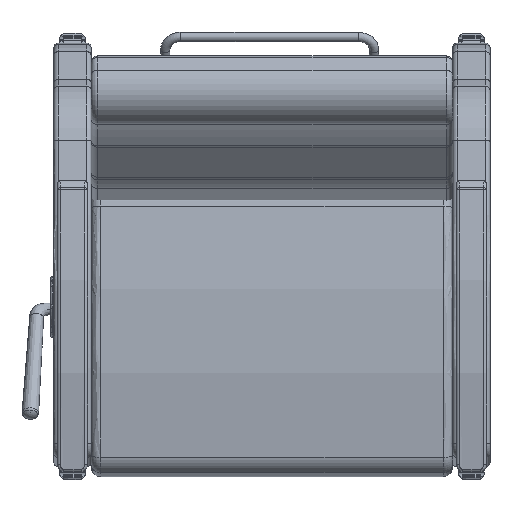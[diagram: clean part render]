
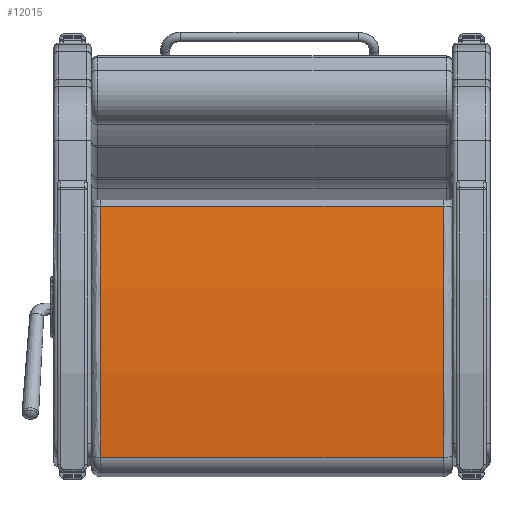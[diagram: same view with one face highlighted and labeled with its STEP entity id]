
A CAD part, front view. The second image highlights one B-rep face of the part: STEP entity #12015.
In plain terms, the highlighted free-form (B-spline) face has degree [1, 2] with [2, 3] control points.
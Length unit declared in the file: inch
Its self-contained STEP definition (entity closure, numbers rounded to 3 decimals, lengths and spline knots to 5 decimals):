
#306=(
BOUNDED_SURFACE()
B_SPLINE_SURFACE(1,2,((#19235,#19236,#19237),(#19238,#19239,#19240)),
 .UNSPECIFIED.,.F.,.F.,.F.)
B_SPLINE_SURFACE_WITH_KNOTS((2,2),(3,3),(-0.22896,0.22896),
(1.36178,1.69928),.UNSPECIFIED.)
GEOMETRIC_REPRESENTATION_ITEM()
RATIONAL_B_SPLINE_SURFACE(((1.,0.986,1.),(1.,0.986,
1.)))
REPRESENTATION_ITEM('')
SURFACE()
);
#568=ELLIPSE('',#13141,60.05357,60.);
#578=ELLIPSE('',#13169,60.05357,60.);
#1227=FACE_OUTER_BOUND('',#2026,.T.);
#2026=EDGE_LOOP('',(#8277,#8278,#8279,#8280));
#2938=LINE('',#19233,#3711);
#2939=LINE('',#19242,#3712);
#3711=VECTOR('',#14962,0.3937);
#3712=VECTOR('',#14965,0.3937);
#5272=VERTEX_POINT('',#19025);
#5273=VERTEX_POINT('',#19026);
#5298=VERTEX_POINT('',#19232);
#5299=VERTEX_POINT('',#19241);
#6411=EDGE_CURVE('',#5272,#5273,#568,.T.);
#6449=EDGE_CURVE('',#5273,#5298,#2938,.T.);
#6451=EDGE_CURVE('',#5272,#5299,#2939,.T.);
#6452=EDGE_CURVE('',#5298,#5299,#578,.T.);
#8277=ORIENTED_EDGE('',*,*,#6411,.F.);
#8278=ORIENTED_EDGE('',*,*,#6451,.T.);
#8279=ORIENTED_EDGE('',*,*,#6452,.F.);
#8280=ORIENTED_EDGE('',*,*,#6449,.F.);
#12015=ADVANCED_FACE('',(#1227),#306,.F.);
#13141=AXIS2_PLACEMENT_3D('',#19027,#14894,#14895);
#13169=AXIS2_PLACEMENT_3D('',#19243,#14966,#14967);
#14894=DIRECTION('center_axis',(0.,0.,-1.));
#14895=DIRECTION('ref_axis',(1.,0.,0.));
#14962=DIRECTION('',(0.,0.,1.));
#14965=DIRECTION('',(0.,0.,1.));
#14966=DIRECTION('center_axis',(0.,0.,1.));
#14967=DIRECTION('ref_axis',(1.,0.,0.));
#19025=CARTESIAN_POINT('',(-10.04459,1.25621,-13.75));
#19026=CARTESIAN_POINT('',(10.1114,0.44486,-13.75));
#19027=CARTESIAN_POINT('Origin',(-2.34979,-58.24922,-13.75));
#19232=CARTESIAN_POINT('',(10.1114,0.44486,13.75));
#19233=CARTESIAN_POINT('',(10.1114,0.44486,0.));
#19235=CARTESIAN_POINT('Ctrl Pts',(10.1114,0.44486,-13.75));
#19236=CARTESIAN_POINT('Ctrl Pts',(0.10258,2.56602,-13.75));
#19237=CARTESIAN_POINT('Ctrl Pts',(-10.04459,1.25621,-13.75));
#19238=CARTESIAN_POINT('Ctrl Pts',(10.1114,0.44486,13.75));
#19239=CARTESIAN_POINT('Ctrl Pts',(0.10258,2.56602,13.75));
#19240=CARTESIAN_POINT('Ctrl Pts',(-10.04459,1.25621,13.75));
#19241=CARTESIAN_POINT('',(-10.04459,1.25621,13.75));
#19242=CARTESIAN_POINT('',(-10.04459,1.25621,0.));
#19243=CARTESIAN_POINT('Origin',(-2.34979,-58.24922,13.75));
